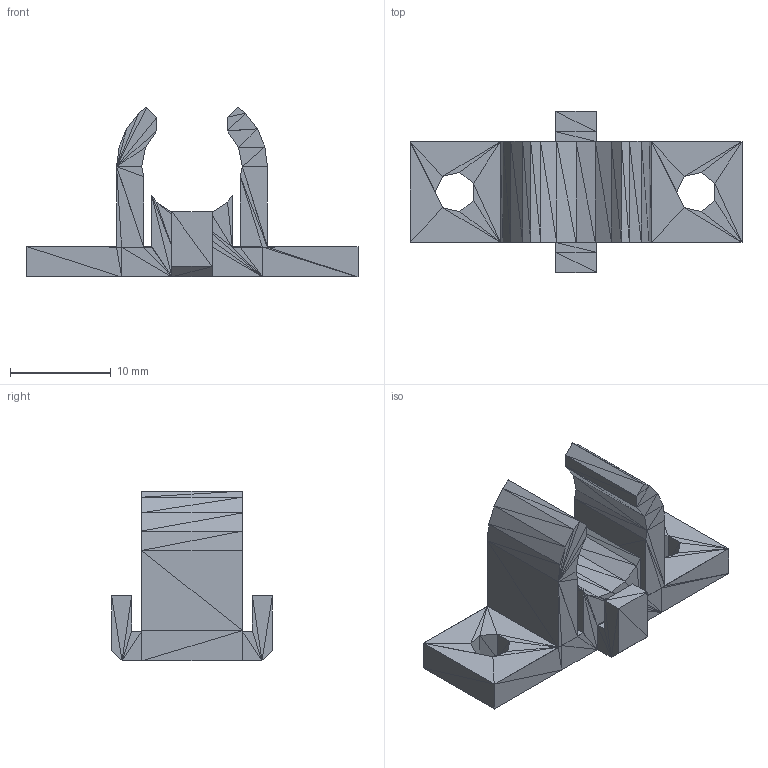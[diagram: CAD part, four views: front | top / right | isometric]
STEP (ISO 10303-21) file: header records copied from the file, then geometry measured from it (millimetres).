
FILE_DESCRIPTION(('FreeCAD Model'),'2;1');
FILE_NAME('y-bushing.stp','2011-11-21T22:25:01' ,('FreeCAD'),('FreeCAD'),'Open CASCADE STEP processor 6.3','FreeCAD', 'Unknown');
FILE_SCHEMA(('AUTOMOTIVE_DESIGN_CC2 { 1 2 10303 214 -1 1 5 4 }'));
Length unit declared in the file: millimetre
Products named in the file (1): Open CASCADE STEP translator 6.3 19
Bounding box: 33 x 16 x 16.89 mm (x, y, z)
Volume: 2057.6 mm3; surface area: 1964.3 mm2
Topology: 1 solids, 1 shells, 287 faces, 433 edges, 144 vertices
Faces by surface type: plane 287
Entity records: 10824 total; most frequent: CARTESIAN_POINT 2169, DIRECTION 1437, ORIENTED_EDGE 866, PCURVE 866, DEFINITIONAL_REPRESENTATION 866, LINE 861, VECTOR 861, B_SPLINE_CURVE_WITH_KNOTS 438
